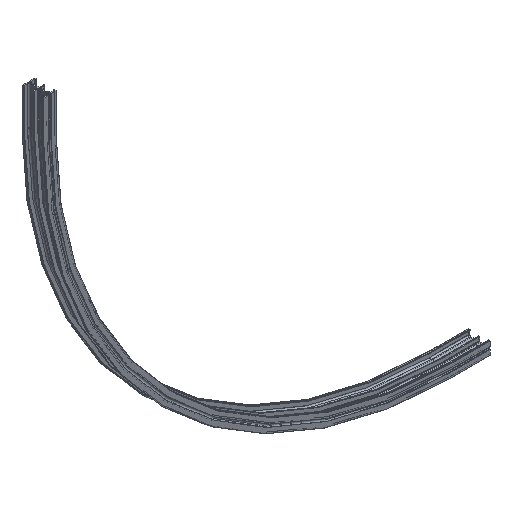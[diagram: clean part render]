
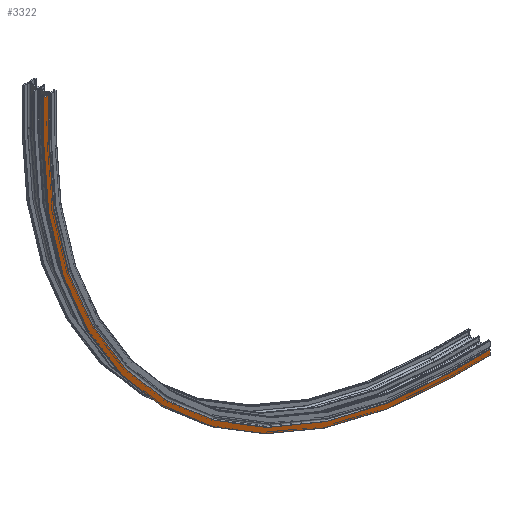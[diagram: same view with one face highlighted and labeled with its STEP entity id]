
A CAD part, isometric view. The second image highlights one B-rep face of the part: STEP entity #3322.
In plain terms, the highlighted planar face has unit normal (0, -1, 0).
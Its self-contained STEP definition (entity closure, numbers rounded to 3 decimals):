
#361 = DIRECTION ( 'NONE',  ( 0., 0., 1. ) ) ;
#879 = VECTOR ( 'NONE', #10753, 1000. ) ;
#887 = ORIENTED_EDGE ( 'NONE', *, *, #13397, .T. ) ;
#1380 = LINE ( 'NONE', #19873, #17616 ) ;
#1465 = EDGE_CURVE ( 'NONE', #21628, #10875, #4274, .T. ) ;
#1637 = ORIENTED_EDGE ( 'NONE', *, *, #1465, .T. ) ;
#1947 = VECTOR ( 'NONE', #20699, 1000. ) ;
#2206 = ORIENTED_EDGE ( 'NONE', *, *, #15720, .F. ) ;
#2786 = CARTESIAN_POINT ( 'NONE',  ( -4.717, -41.25, 150. ) ) ;
#2860 = AXIS2_PLACEMENT_3D ( 'NONE', #17292, #6905, #19103 ) ;
#3322 = ADVANCED_FACE ( 'NONE', ( #22412 ), #5237, .F. ) ;
#3407 = CARTESIAN_POINT ( 'NONE',  ( 1674.5, -41.25, -1529.217 ) ) ;
#3674 = EDGE_CURVE ( 'NONE', #20676, #10875, #12279, .T. ) ;
#4274 = LINE ( 'NONE', #5466, #4836 ) ;
#4680 = VERTEX_POINT ( 'NONE', #5004 ) ;
#4836 = VECTOR ( 'NONE', #5624, 1000. ) ;
#5004 = CARTESIAN_POINT ( 'NONE',  ( 1674.5, -41.25, -1529.217 ) ) ;
#5237 = PLANE ( 'NONE',  #2860 ) ;
#5379 = CIRCLE ( 'NONE', #20635, 1529.217 ) ;
#5466 = CARTESIAN_POINT ( 'NONE',  ( -23.5, -41.25, 150. ) ) ;
#5589 = CARTESIAN_POINT ( 'NONE',  ( 1674.5, -41.25, -1548. ) ) ;
#5591 = EDGE_CURVE ( 'NONE', #4680, #10072, #17708, .T. ) ;
#5624 = DIRECTION ( 'NONE',  ( 0., 0., -1. ) ) ;
#6618 = EDGE_CURVE ( 'NONE', #21628, #10569, #15749, .T. ) ;
#6905 = DIRECTION ( 'NONE',  ( 0., 1., 0. ) ) ;
#8150 = DIRECTION ( 'NONE',  ( 0., 0., 1. ) ) ;
#8265 = CARTESIAN_POINT ( 'NONE',  ( 1674.5, -41.25, -1529.217 ) ) ;
#8482 = ORIENTED_EDGE ( 'NONE', *, *, #6618, .F. ) ;
#9649 = DIRECTION ( 'NONE',  ( 0., 0., 1. ) ) ;
#10059 = LINE ( 'NONE', #3407, #1947 ) ;
#10072 = VERTEX_POINT ( 'NONE', #5589 ) ;
#10569 = VERTEX_POINT ( 'NONE', #18602 ) ;
#10753 = DIRECTION ( 'NONE',  ( 1., 0., 0. ) ) ;
#10773 = ORIENTED_EDGE ( 'NONE', *, *, #11272, .T. ) ;
#10875 = VERTEX_POINT ( 'NONE', #12867 ) ;
#11013 = EDGE_LOOP ( 'NONE', ( #1637, #16980, #2206, #19270, #887, #22458, #10773, #8482 ) ) ;
#11272 = EDGE_CURVE ( 'NONE', #11468, #10569, #11825, .T. ) ;
#11468 = VERTEX_POINT ( 'NONE', #20516 ) ;
#11603 = DIRECTION ( 'NONE',  ( 0., 1., 0. ) ) ;
#11702 = CARTESIAN_POINT ( 'NONE',  ( 1524.5, -41.25, -1529.217 ) ) ;
#11714 = DIRECTION ( 'NONE',  ( 0., 0., -1. ) ) ;
#11825 = LINE ( 'NONE', #2786, #12620 ) ;
#12279 = CIRCLE ( 'NONE', #20294, 1548. ) ;
#12345 = CARTESIAN_POINT ( 'NONE',  ( 1524.5, -41.25, 0. ) ) ;
#12365 = VERTEX_POINT ( 'NONE', #11702 ) ;
#12620 = VECTOR ( 'NONE', #9649, 1000. ) ;
#12867 = CARTESIAN_POINT ( 'NONE',  ( -23.5, -41.25, 0. ) ) ;
#13397 = EDGE_CURVE ( 'NONE', #4680, #12365, #10059, .T. ) ;
#14122 = DIRECTION ( 'NONE',  ( 0., 1., 0. ) ) ;
#15720 = EDGE_CURVE ( 'NONE', #10072, #20676, #1380, .T. ) ;
#15749 = LINE ( 'NONE', #15840, #879 ) ;
#15840 = CARTESIAN_POINT ( 'NONE',  ( 24.5, -41.25, 150. ) ) ;
#16408 = EDGE_CURVE ( 'NONE', #12365, #11468, #5379, .T. ) ;
#16614 = DIRECTION ( 'NONE',  ( -1., 0., 0. ) ) ;
#16980 = ORIENTED_EDGE ( 'NONE', *, *, #3674, .F. ) ;
#17292 = CARTESIAN_POINT ( 'NONE',  ( 24.5, -41.25, 150. ) ) ;
#17616 = VECTOR ( 'NONE', #16614, 1000. ) ;
#17708 = LINE ( 'NONE', #8265, #21226 ) ;
#18602 = CARTESIAN_POINT ( 'NONE',  ( -4.717, -41.25, 150. ) ) ;
#19103 = DIRECTION ( 'NONE',  ( -1., 0., 0. ) ) ;
#19270 = ORIENTED_EDGE ( 'NONE', *, *, #5591, .F. ) ;
#19774 = CARTESIAN_POINT ( 'NONE',  ( -23.5, -41.25, 150. ) ) ;
#19873 = CARTESIAN_POINT ( 'NONE',  ( 1674.5, -41.25, -1548. ) ) ;
#20294 = AXIS2_PLACEMENT_3D ( 'NONE', #20298, #11603, #8150 ) ;
#20298 = CARTESIAN_POINT ( 'NONE',  ( 1524.5, -41.25, 0. ) ) ;
#20516 = CARTESIAN_POINT ( 'NONE',  ( -4.717, -41.25, 0. ) ) ;
#20635 = AXIS2_PLACEMENT_3D ( 'NONE', #12345, #14122, #361 ) ;
#20676 = VERTEX_POINT ( 'NONE', #22400 ) ;
#20699 = DIRECTION ( 'NONE',  ( -1., 0., 0. ) ) ;
#21226 = VECTOR ( 'NONE', #11714, 1000. ) ;
#21628 = VERTEX_POINT ( 'NONE', #19774 ) ;
#22400 = CARTESIAN_POINT ( 'NONE',  ( 1524.5, -41.25, -1548. ) ) ;
#22412 = FACE_OUTER_BOUND ( 'NONE', #11013, .T. ) ;
#22458 = ORIENTED_EDGE ( 'NONE', *, *, #16408, .T. ) ;
